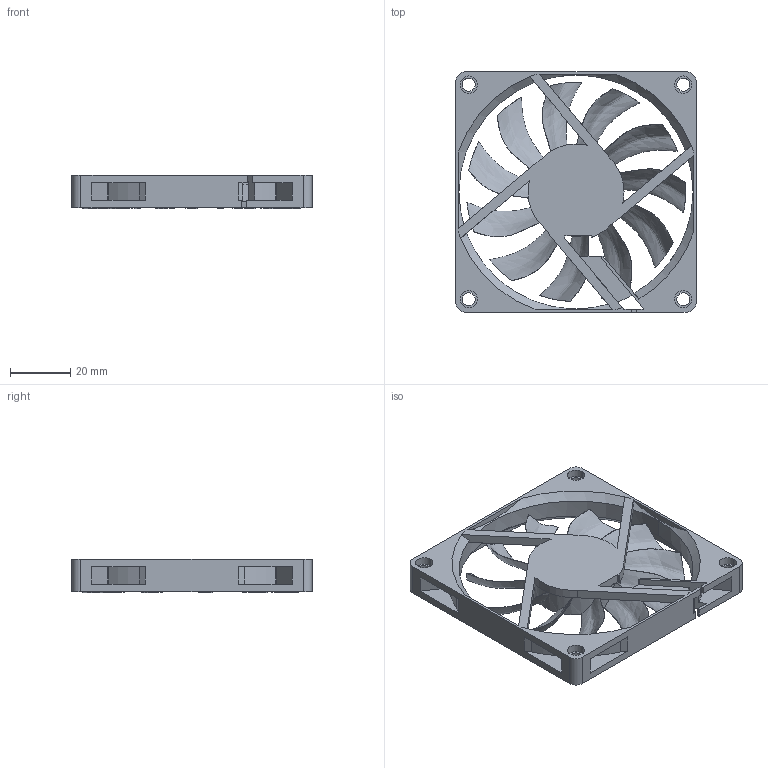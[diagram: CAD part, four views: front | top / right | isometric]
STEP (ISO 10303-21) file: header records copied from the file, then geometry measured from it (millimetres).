
FILE_DESCRIPTION(('FreeCAD Model'),'2;1');
FILE_NAME('Open CASCADE Shape Model','2024-07-15T11:07:55',('Author'),( ''),'Open CASCADE STEP processor 7.6','FreeCAD','Unknown');
FILE_SCHEMA(('AUTOMOTIVE_DESIGN { 1 0 10303 214 1 1 1 1 }'));
Length unit declared in the file: millimetre
Products named in the file (3): 80mm_Fan; Component009; 80mmFanSlim001
Assembly tree (2 placements, depth 2):
  80mm_Fan
    Component009
    80mmFanSlim001
Bounding box: 80 x 80 x 11.2 mm (x, y, z)
Volume: 19516.1 mm3; surface area: 22881.4 mm2
Topology: 2 solids, 2 shells, 206 faces, 528 edges, 347 vertices
Faces by surface type: cylinder 96, plane 88, bspline 11, cone 11
Full cylindrical faces by diameter (mm): 26.5 x1, 29.5 x1
Entity records: 12782 total; most frequent: CARTESIAN_POINT 7635, ORIENTED_EDGE 1056, DIRECTION 1051, EDGE_CURVE 528, AXIS2_PLACEMENT_3D 387, VERTEX_POINT 347, LINE 277, VECTOR 277
